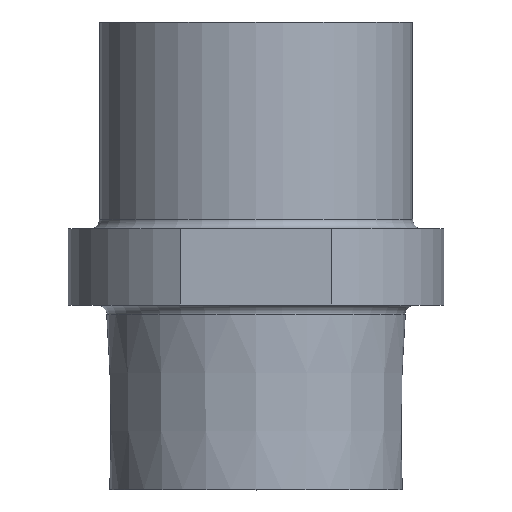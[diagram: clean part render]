
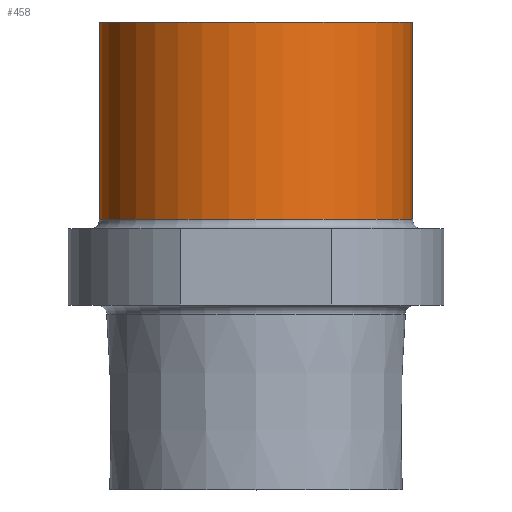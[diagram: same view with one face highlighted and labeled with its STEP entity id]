
A CAD part, top view. The second image highlights one B-rep face of the part: STEP entity #458.
In plain terms, the highlighted cylindrical face has radius 25.019 mm (diameter 50.038 mm), a full revolution.
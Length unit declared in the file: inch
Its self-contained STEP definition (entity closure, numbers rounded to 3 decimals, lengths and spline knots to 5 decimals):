
#15 = EDGE_LOOP ( 'NONE', ( #171 ) ) ;
#31 = CYLINDRICAL_SURFACE ( 'NONE', #297, 0.985 ) ;
#32 = EDGE_CURVE ( 'NONE', #74, #74, #403, .T. ) ;
#36 = CIRCLE ( 'NONE', #399, 0.985 ) ;
#45 = CARTESIAN_POINT ( 'NONE',  ( 0., 1.78, 0. ) ) ;
#74 = VERTEX_POINT ( 'NONE', #329 ) ;
#119 = AXIS2_PLACEMENT_3D ( 'NONE', #217, #172, #167 ) ;
#151 = EDGE_CURVE ( 'NONE', #189, #189, #36, .T. ) ;
#167 = DIRECTION ( 'NONE',  ( 0., 0., 1. ) ) ;
#171 = ORIENTED_EDGE ( 'NONE', *, *, #151, .T. ) ;
#172 = DIRECTION ( 'NONE',  ( 0., 1., 0. ) ) ;
#182 = FACE_OUTER_BOUND ( 'NONE', #252, .T. ) ;
#189 = VERTEX_POINT ( 'NONE', #436 ) ;
#217 = CARTESIAN_POINT ( 'NONE',  ( 0., 1.78, 0. ) ) ;
#233 = ORIENTED_EDGE ( 'NONE', *, *, #32, .F. ) ;
#252 = EDGE_LOOP ( 'NONE', ( #233 ) ) ;
#296 = DIRECTION ( 'NONE',  ( 0., -1., 0. ) ) ;
#297 = AXIS2_PLACEMENT_3D ( 'NONE', #45, #296, #419 ) ;
#329 = CARTESIAN_POINT ( 'NONE',  ( 0., 1.78, 0.985 ) ) ;
#368 = FACE_OUTER_BOUND ( 'NONE', #15, .T. ) ;
#399 = AXIS2_PLACEMENT_3D ( 'NONE', #415, #417, #420 ) ;
#403 = CIRCLE ( 'NONE', #119, 0.985 ) ;
#415 = CARTESIAN_POINT ( 'NONE',  ( 0., 0.54, 0. ) ) ;
#417 = DIRECTION ( 'NONE',  ( 0., 1., 0. ) ) ;
#419 = DIRECTION ( 'NONE',  ( 0., 0., -1. ) ) ;
#420 = DIRECTION ( 'NONE',  ( 0., 0., 1. ) ) ;
#436 = CARTESIAN_POINT ( 'NONE',  ( 0., 0.54, 0.985 ) ) ;
#458 = ADVANCED_FACE ( 'NONE', ( #368, #182 ), #31, .T. ) ;
